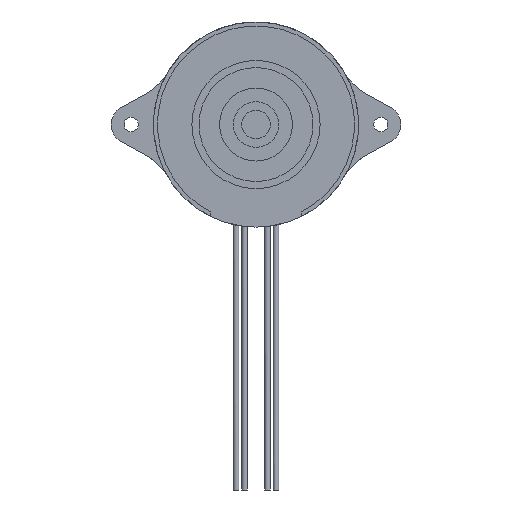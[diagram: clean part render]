
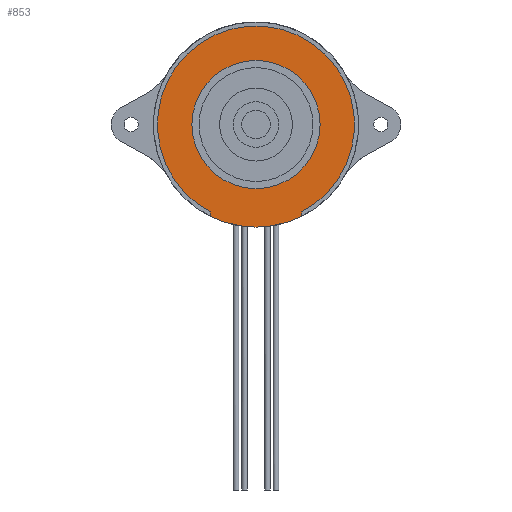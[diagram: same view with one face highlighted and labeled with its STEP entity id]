
A CAD part, front view. The second image highlights one B-rep face of the part: STEP entity #853.
In plain terms, the highlighted planar face has unit normal (0, -1, 0).
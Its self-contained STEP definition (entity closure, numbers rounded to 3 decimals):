
#341 = DIRECTION ( 'NONE',  ( 0., 0., 1. ) ) ;
#342 = DIRECTION ( 'NONE',  ( 0., 1., 0. ) ) ;
#343 = CARTESIAN_POINT ( 'NONE',  ( 17.65, 0., 17.65 ) ) ;
#344 = PLANE ( 'NONE',  #2542 ) ;
#786 = EDGE_LOOP ( 'NONE', ( #1260, #1265 ) ) ;
#853 = ADVANCED_FACE ( 'NONE', ( #2678, #2664 ), #344, .F. ) ;
#993 = CIRCLE ( 'NONE', #1810, 11.25 ) ;
#995 = CIRCLE ( 'NONE', #1805, 17.3 ) ;
#1013 = CIRCLE ( 'NONE', #1127, 18. ) ;
#1031 = CIRCLE ( 'NONE', #1151, 11.25 ) ;
#1074 = CIRCLE ( 'NONE', #2814, 18. ) ;
#1127 = AXIS2_PLACEMENT_3D ( 'NONE', #1580, #1579, #1578 ) ;
#1151 = AXIS2_PLACEMENT_3D ( 'NONE', #2950, #2951, #2952 ) ;
#1196 = EDGE_LOOP ( 'NONE', ( #1270, #1269, #1268, #1267, #1266 ) ) ;
#1260 = ORIENTED_EDGE ( 'NONE', *, *, #2297, .F. ) ;
#1265 = ORIENTED_EDGE ( 'NONE', *, *, #2380, .F. ) ;
#1266 = ORIENTED_EDGE ( 'NONE', *, *, #2875, .T. ) ;
#1267 = ORIENTED_EDGE ( 'NONE', *, *, #2355, .T. ) ;
#1268 = ORIENTED_EDGE ( 'NONE', *, *, #2876, .T. ) ;
#1269 = ORIENTED_EDGE ( 'NONE', *, *, #2877, .T. ) ;
#1270 = ORIENTED_EDGE ( 'NONE', *, *, #2301, .T. ) ;
#1418 = VERTEX_POINT ( 'NONE', #2180 ) ;
#1419 = VERTEX_POINT ( 'NONE', #2179 ) ;
#1422 = VERTEX_POINT ( 'NONE', #2177 ) ;
#1427 = VERTEX_POINT ( 'NONE', #2173 ) ;
#1441 = VERTEX_POINT ( 'NONE', #2163 ) ;
#1489 = VERTEX_POINT ( 'NONE', #2135 ) ;
#1509 = VERTEX_POINT ( 'NONE', #2121 ) ;
#1578 = DIRECTION ( 'NONE',  ( 0., 0., -1. ) ) ;
#1579 = DIRECTION ( 'NONE',  ( 0., -1., 0. ) ) ;
#1580 = CARTESIAN_POINT ( 'NONE',  ( 17.65, 0., 17.65 ) ) ;
#1740 = DIRECTION ( 'NONE',  ( 0., 0., -1. ) ) ;
#1741 = DIRECTION ( 'NONE',  ( 0., -1., 0. ) ) ;
#1748 = CARTESIAN_POINT ( 'NONE',  ( 17.65, 0., 17.65 ) ) ;
#1752 = DIRECTION ( 'NONE',  ( 0., 0., -1. ) ) ;
#1753 = DIRECTION ( 'NONE',  ( 0., -1., 0. ) ) ;
#1757 = CARTESIAN_POINT ( 'NONE',  ( 17.65, 0., 17.65 ) ) ;
#1805 = AXIS2_PLACEMENT_3D ( 'NONE', #1748, #1741, #1740 ) ;
#1810 = AXIS2_PLACEMENT_3D ( 'NONE', #1757, #1753, #1752 ) ;
#2121 = CARTESIAN_POINT ( 'NONE',  ( 9.65, 0., 1.525 ) ) ;
#2135 = CARTESIAN_POINT ( 'NONE',  ( 9.65, 0., 2.311 ) ) ;
#2163 = CARTESIAN_POINT ( 'NONE',  ( 25.65, 0., 1.525 ) ) ;
#2173 = CARTESIAN_POINT ( 'NONE',  ( 17.65, 0., -0.35 ) ) ;
#2177 = CARTESIAN_POINT ( 'NONE',  ( 17.65, 0., 28.9 ) ) ;
#2179 = CARTESIAN_POINT ( 'NONE',  ( 17.65, 0., 6.4 ) ) ;
#2180 = CARTESIAN_POINT ( 'NONE',  ( 25.65, 0., 2.311 ) ) ;
#2297 = EDGE_CURVE ( 'NONE', #1419, #1422, #993, .T. ) ;
#2301 = EDGE_CURVE ( 'NONE', #1418, #1489, #995, .T. ) ;
#2355 = EDGE_CURVE ( 'NONE', #1427, #1441, #1013, .T. ) ;
#2380 = EDGE_CURVE ( 'NONE', #1422, #1419, #1031, .T. ) ;
#2542 = AXIS2_PLACEMENT_3D ( 'NONE', #343, #342, #341 ) ;
#2664 = FACE_BOUND ( 'NONE', #786, .T. ) ;
#2678 = FACE_OUTER_BOUND ( 'NONE', #1196, .T. ) ;
#2763 = VECTOR ( 'NONE', #3237, 1000. ) ;
#2767 = VECTOR ( 'NONE', #3243, 1000. ) ;
#2814 = AXIS2_PLACEMENT_3D ( 'NONE', #3231, #3238, #3239 ) ;
#2875 = EDGE_CURVE ( 'NONE', #1441, #1418, #3235, .T. ) ;
#2876 = EDGE_CURVE ( 'NONE', #1509, #1427, #1074, .T. ) ;
#2877 = EDGE_CURVE ( 'NONE', #1489, #1509, #3241, .T. ) ;
#2950 = CARTESIAN_POINT ( 'NONE',  ( 17.65, 0., 17.65 ) ) ;
#2951 = DIRECTION ( 'NONE',  ( 0., -1., 0. ) ) ;
#2952 = DIRECTION ( 'NONE',  ( 0., 0., -1. ) ) ;
#3231 = CARTESIAN_POINT ( 'NONE',  ( 17.65, 0., 17.65 ) ) ;
#3235 = LINE ( 'NONE', #3236, #2763 ) ;
#3236 = CARTESIAN_POINT ( 'NONE',  ( 25.65, 0., 3.708 ) ) ;
#3237 = DIRECTION ( 'NONE',  ( 0., 0., 1. ) ) ;
#3238 = DIRECTION ( 'NONE',  ( 0., -1., 0. ) ) ;
#3239 = DIRECTION ( 'NONE',  ( 0., 0., -1. ) ) ;
#3241 = LINE ( 'NONE', #3242, #2767 ) ;
#3242 = CARTESIAN_POINT ( 'NONE',  ( 9.65, 0., 3.708 ) ) ;
#3243 = DIRECTION ( 'NONE',  ( 0., 0., -1. ) ) ;
